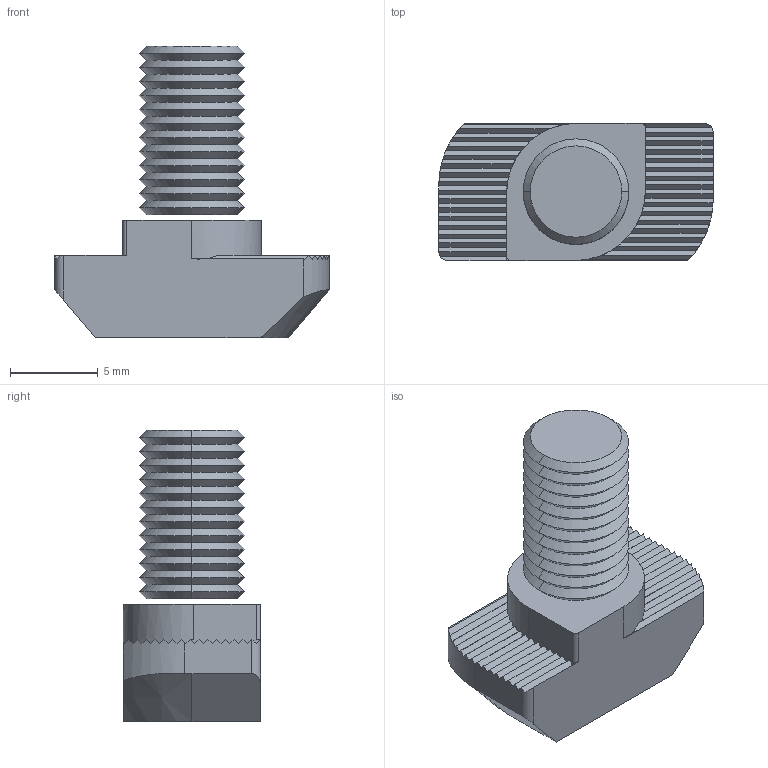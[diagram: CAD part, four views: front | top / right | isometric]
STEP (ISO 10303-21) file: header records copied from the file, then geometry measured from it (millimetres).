
FILE_DESCRIPTION (( 'STEP AP203' ), '1' );
FILE_NAME ('084.301.041.STEP', '2015-05-14T09:59:26', ( '' ), ( '' ), 'SwSTEP 2.0', 'SolidWorks 2012', '' );
FILE_SCHEMA (( 'CONFIG_CONTROL_DESIGN' ));
Length unit declared in the file: millimetre
Products named in the file (1): 084.301.041
Bounding box: 15.6 x 7.8 x 16.6 mm (x, y, z)
Volume: 845.8 mm3; surface area: 771.6 mm2
Topology: 2 solids, 2 shells, 138 faces, 350 edges, 216 vertices
Faces by surface type: plane 80, cone 50, cylinder 8
Entity records: 4155 total; most frequent: CARTESIAN_POINT 943, ORIENTED_EDGE 700, DIRECTION 614, EDGE_CURVE 350, VERTEX_POINT 216, VECTOR 216, LINE 216, AXIS2_PLACEMENT_3D 199
